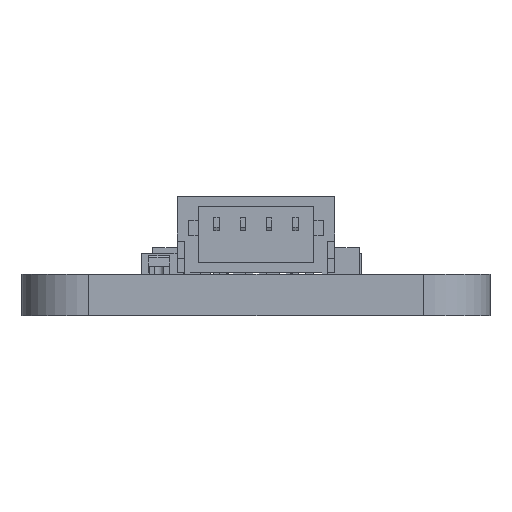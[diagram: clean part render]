
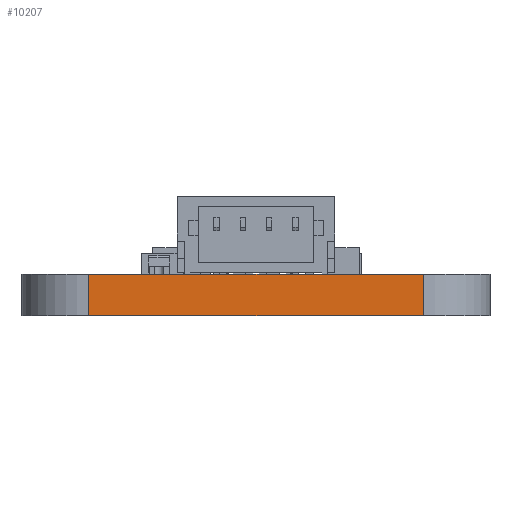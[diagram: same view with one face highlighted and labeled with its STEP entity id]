
A CAD part, left-side view. The second image highlights one B-rep face of the part: STEP entity #10207.
In plain terms, the highlighted planar face has unit normal (-1, 0, 0).
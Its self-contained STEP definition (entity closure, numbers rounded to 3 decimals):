
#177=PLANE('',#10944);
#676=FACE_OUTER_BOUND('',#1229,.T.);
#1229=EDGE_LOOP('',(#6928,#6929,#6930,#6931));
#1839=LINE('',#14491,#3095);
#1840=LINE('',#14494,#3096);
#1841=LINE('',#14496,#3097);
#1842=LINE('',#14497,#3098);
#3095=VECTOR('',#11794,10.);
#3096=VECTOR('',#11797,10.);
#3097=VECTOR('',#11798,10.);
#3098=VECTOR('',#11799,10.);
#4526=VERTEX_POINT('',#14487);
#4527=VERTEX_POINT('',#14489);
#4528=VERTEX_POINT('',#14493);
#4529=VERTEX_POINT('',#14495);
#5483=EDGE_CURVE('',#4526,#4527,#1839,.T.);
#5484=EDGE_CURVE('',#4528,#4526,#1840,.T.);
#5485=EDGE_CURVE('',#4529,#4527,#1841,.T.);
#5486=EDGE_CURVE('',#4528,#4529,#1842,.T.);
#6928=ORIENTED_EDGE('',*,*,#5484,.T.);
#6929=ORIENTED_EDGE('',*,*,#5483,.T.);
#6930=ORIENTED_EDGE('',*,*,#5485,.F.);
#6931=ORIENTED_EDGE('',*,*,#5486,.F.);
#10207=ADVANCED_FACE('',(#676),#177,.T.);
#10944=AXIS2_PLACEMENT_3D('',#14492,#11795,#11796);
#11794=DIRECTION('',(0.,0.,1.));
#11795=DIRECTION('center_axis',(-1.,0.,0.));
#11796=DIRECTION('ref_axis',(0.,-1.,0.));
#11797=DIRECTION('',(0.,-1.,0.));
#11798=DIRECTION('',(0.,-1.,0.));
#11799=DIRECTION('',(0.,0.,1.));
#14487=CARTESIAN_POINT('',(0.,2.54,0.));
#14489=CARTESIAN_POINT('',(0.,2.54,1.57));
#14491=CARTESIAN_POINT('',(0.,2.54,0.));
#14492=CARTESIAN_POINT('Origin',(0.,15.24,0.));
#14493=CARTESIAN_POINT('',(0.,15.24,0.));
#14494=CARTESIAN_POINT('',(0.,15.24,0.));
#14495=CARTESIAN_POINT('',(0.,15.24,1.57));
#14496=CARTESIAN_POINT('',(0.,15.24,1.57));
#14497=CARTESIAN_POINT('',(0.,15.24,0.));
